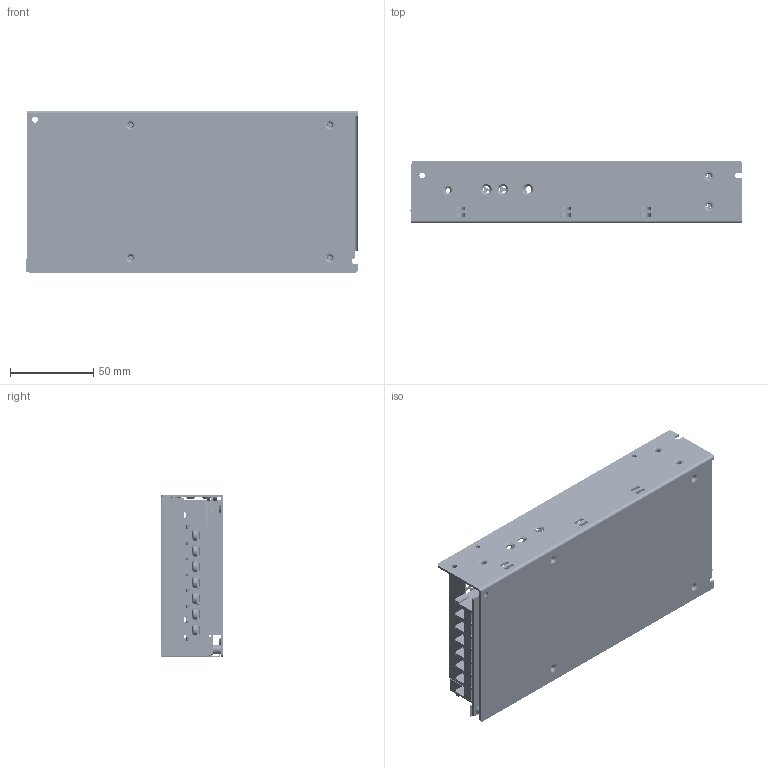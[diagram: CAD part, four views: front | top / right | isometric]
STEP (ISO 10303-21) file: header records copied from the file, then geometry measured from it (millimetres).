
FILE_DESCRIPTION (( 'STEP AP214' ), '1' );
FILE_NAME ('SA-100W.STEP', '2025-02-28T06:44:38', ( 'China' ), ( 'Home' ), 'SwSTEP 2.0', 'SolidWorks 2019', '' );
FILE_SCHEMA (( 'AUTOMOTIVE_DESIGN' ));
Length unit declared in the file: millimetre
Products named in the file (15): 6_PRT.PRT; 6_PRT_1.PRT; 2_PRT.PRT; 902-T_PRT.PRT; 4_PRT.PRT; 902-D-119_PRT.PRT; NUT_PRT.PRT; 6_PRT_1_1_1.PRT; 5_PRT.PRT; 902-D-80_ASM.ASM; SA-100W; PCB_PRT.PRT; 3_PRT.PRT; SA-100-傷赽; 6_PRT_1_1.PRT
Assembly tree (14 placements, depth 3):
  SA-100W
    902-D-80_ASM.ASM
      902-D-119_PRT.PRT
      NUT_PRT.PRT
    902-T_PRT.PRT
    PCB_PRT.PRT
    SA-100-傷赽
      6_PRT.PRT
      2_PRT.PRT
      3_PRT.PRT
      4_PRT.PRT
      5_PRT.PRT
      6_PRT_1.PRT
      6_PRT_1_1.PRT
      6_PRT_1_1_1.PRT
Bounding box: 199.9 x 37.75 x 98 mm (x, y, z)
Volume: 39313.1 mm3; surface area: 147360.9 mm2
Topology: 10 solids, 12 shells, 2665 faces, 7768 edges, 5029 vertices
Faces by surface type: cylinder 1769, plane 649, bspline 173, cone 74
Entity records: 108056 total; most frequent: CARTESIAN_POINT 21934, DIRECTION 15772, ORIENTED_EDGE 15414, EDGE_CURVE 7754, AXIS2_PLACEMENT_3D 6067, VERTEX_POINT 5029, EDGE_LOOP 4109, VECTOR 3638
